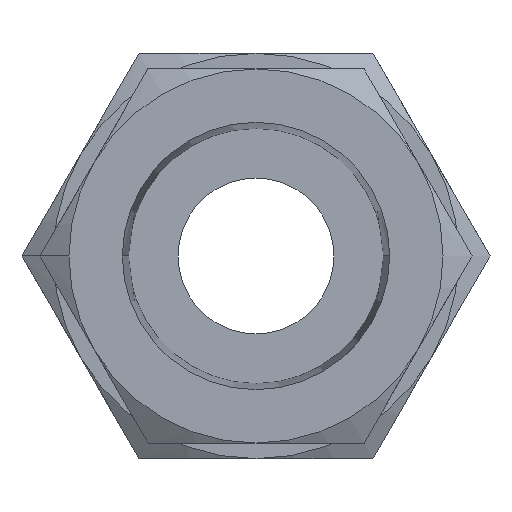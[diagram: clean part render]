
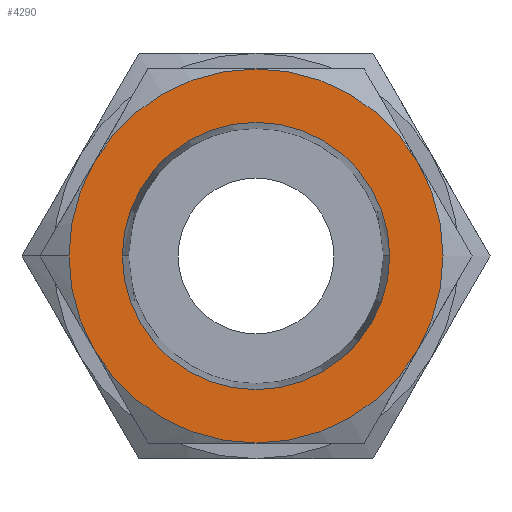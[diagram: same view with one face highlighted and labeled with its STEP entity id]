
A CAD part, front view. The second image highlights one B-rep face of the part: STEP entity #4290.
In plain terms, the highlighted planar face has unit normal (0, -1, 0).
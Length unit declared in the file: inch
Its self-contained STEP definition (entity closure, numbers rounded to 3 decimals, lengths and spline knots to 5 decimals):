
#60 = AXIS2_PLACEMENT_3D ( 'NONE', #2581, #345, #2921 ) ;
#202 = AXIS2_PLACEMENT_3D ( 'NONE', #4447, #4437, #4421 ) ;
#227 = VERTEX_POINT ( 'NONE', #1363 ) ;
#247 = DIRECTION ( 'NONE',  ( 0., -1., 0. ) ) ;
#291 = CIRCLE ( 'NONE', #60, 0.47244 ) ;
#345 = DIRECTION ( 'NONE',  ( 0., -1., 0. ) ) ;
#438 = EDGE_CURVE ( 'NONE', #2576, #923, #847, .T. ) ;
#482 = EDGE_CURVE ( 'NONE', #2434, #1716, #1802, .T. ) ;
#563 = AXIS2_PLACEMENT_3D ( 'NONE', #3762, #1654, #4113 ) ;
#591 = DIRECTION ( 'NONE',  ( 0., -1., 0. ) ) ;
#720 = VERTEX_POINT ( 'NONE', #1852 ) ;
#847 = CIRCLE ( 'NONE', #202, 0.47244 ) ;
#913 = CARTESIAN_POINT ( 'NONE',  ( -0.40915, 0., 0.23622 ) ) ;
#923 = VERTEX_POINT ( 'NONE', #4188 ) ;
#986 = ORIENTED_EDGE ( 'NONE', *, *, #2659, .T. ) ;
#1016 = DIRECTION ( 'NONE',  ( -1., 0., 0. ) ) ;
#1031 = CARTESIAN_POINT ( 'NONE',  ( 0., 0., 0. ) ) ;
#1067 = DIRECTION ( 'NONE',  ( 0., -1., 0. ) ) ;
#1078 = FACE_OUTER_BOUND ( 'NONE', #4135, .T. ) ;
#1086 = EDGE_CURVE ( 'NONE', #1716, #2788, #3935, .T. ) ;
#1197 = FACE_BOUND ( 'NONE', #3856, .T. ) ;
#1207 = DIRECTION ( 'NONE',  ( 0., -1., 0. ) ) ;
#1228 = ORIENTED_EDGE ( 'NONE', *, *, #3993, .T. ) ;
#1254 = CARTESIAN_POINT ( 'NONE',  ( 0.3375, 0., 0. ) ) ;
#1358 = CARTESIAN_POINT ( 'NONE',  ( 0., 0., 0. ) ) ;
#1363 = CARTESIAN_POINT ( 'NONE',  ( 0., 0., -0.47244 ) ) ;
#1391 = CARTESIAN_POINT ( 'NONE',  ( -0.47244, 0., 0. ) ) ;
#1404 = VERTEX_POINT ( 'NONE', #2408 ) ;
#1420 = DIRECTION ( 'NONE',  ( 1., 0., 0. ) ) ;
#1446 = CARTESIAN_POINT ( 'NONE',  ( -0.40915, 0., -0.23622 ) ) ;
#1475 = CARTESIAN_POINT ( 'NONE',  ( 0., 0., 0. ) ) ;
#1548 = EDGE_CURVE ( 'NONE', #227, #2576, #3514, .T. ) ;
#1654 = DIRECTION ( 'NONE',  ( 0., -1., 0. ) ) ;
#1716 = VERTEX_POINT ( 'NONE', #1391 ) ;
#1802 = CIRCLE ( 'NONE', #3634, 0.47244 ) ;
#1817 = ORIENTED_EDGE ( 'NONE', *, *, #3274, .T. ) ;
#1852 = CARTESIAN_POINT ( 'NONE',  ( -0.3375, 0., 0. ) ) ;
#1856 = DIRECTION ( 'NONE',  ( 1., 0., 0. ) ) ;
#1947 = AXIS2_PLACEMENT_3D ( 'NONE', #1475, #3959, #1856 ) ;
#1982 = AXIS2_PLACEMENT_3D ( 'NONE', #2476, #247, #2836 ) ;
#2150 = EDGE_CURVE ( 'NONE', #2788, #227, #291, .T. ) ;
#2311 = AXIS2_PLACEMENT_3D ( 'NONE', #1031, #3574, #1420 ) ;
#2408 = CARTESIAN_POINT ( 'NONE',  ( 0., 0., 0.47244 ) ) ;
#2434 = VERTEX_POINT ( 'NONE', #913 ) ;
#2476 = CARTESIAN_POINT ( 'NONE',  ( 0., 0., 0. ) ) ;
#2477 = CIRCLE ( 'NONE', #1947, 0.3375 ) ;
#2490 = CIRCLE ( 'NONE', #2311, 0.3375 ) ;
#2576 = VERTEX_POINT ( 'NONE', #3494 ) ;
#2581 = CARTESIAN_POINT ( 'NONE',  ( 0., 0., 0. ) ) ;
#2659 = EDGE_CURVE ( 'NONE', #720, #4387, #2490, .T. ) ;
#2714 = ORIENTED_EDGE ( 'NONE', *, *, #1548, .T. ) ;
#2715 = DIRECTION ( 'NONE',  ( -1., 0., 0. ) ) ;
#2728 = DIRECTION ( 'NONE',  ( 0., -1., 0. ) ) ;
#2743 = CARTESIAN_POINT ( 'NONE',  ( 0., 0., 0. ) ) ;
#2767 = ORIENTED_EDGE ( 'NONE', *, *, #4515, .T. ) ;
#2788 = VERTEX_POINT ( 'NONE', #1446 ) ;
#2796 = CARTESIAN_POINT ( 'NONE',  ( 0., 0., 0. ) ) ;
#2836 = DIRECTION ( 'NONE',  ( -1., 0., 0. ) ) ;
#2921 = DIRECTION ( 'NONE',  ( -1., 0., 0. ) ) ;
#2969 = AXIS2_PLACEMENT_3D ( 'NONE', #2796, #591, #3154 ) ;
#2997 = PLANE ( 'NONE',  #3833 ) ;
#3154 = DIRECTION ( 'NONE',  ( -1., 0., 0. ) ) ;
#3274 = EDGE_CURVE ( 'NONE', #4387, #720, #2477, .T. ) ;
#3351 = CARTESIAN_POINT ( 'NONE',  ( -0.40497, 0., 0. ) ) ;
#3357 = ORIENTED_EDGE ( 'NONE', *, *, #438, .T. ) ;
#3365 = AXIS2_PLACEMENT_3D ( 'NONE', #1358, #1067, #1016 ) ;
#3490 = ORIENTED_EDGE ( 'NONE', *, *, #2150, .T. ) ;
#3494 = CARTESIAN_POINT ( 'NONE',  ( 0.40915, 0., -0.23622 ) ) ;
#3514 = CIRCLE ( 'NONE', #563, 0.47244 ) ;
#3574 = DIRECTION ( 'NONE',  ( 0., 1., 0. ) ) ;
#3634 = AXIS2_PLACEMENT_3D ( 'NONE', #2743, #2728, #2715 ) ;
#3702 = DIRECTION ( 'NONE',  ( 0., 0., -1. ) ) ;
#3762 = CARTESIAN_POINT ( 'NONE',  ( 0., 0., 0. ) ) ;
#3833 = AXIS2_PLACEMENT_3D ( 'NONE', #3351, #1207, #3702 ) ;
#3856 = EDGE_LOOP ( 'NONE', ( #1817, #986 ) ) ;
#3877 = ORIENTED_EDGE ( 'NONE', *, *, #482, .T. ) ;
#3935 = CIRCLE ( 'NONE', #3365, 0.47244 ) ;
#3959 = DIRECTION ( 'NONE',  ( 0., 1., 0. ) ) ;
#3993 = EDGE_CURVE ( 'NONE', #1404, #2434, #4356, .T. ) ;
#4113 = DIRECTION ( 'NONE',  ( -1., 0., 0. ) ) ;
#4135 = EDGE_LOOP ( 'NONE', ( #2767, #1228, #3877, #4582, #3490, #2714, #3357 ) ) ;
#4188 = CARTESIAN_POINT ( 'NONE',  ( 0.40915, 0., 0.23622 ) ) ;
#4239 = CIRCLE ( 'NONE', #2969, 0.47244 ) ;
#4290 = ADVANCED_FACE ( 'NONE', ( #1197, #1078 ), #2997, .T. ) ;
#4356 = CIRCLE ( 'NONE', #1982, 0.47244 ) ;
#4387 = VERTEX_POINT ( 'NONE', #1254 ) ;
#4421 = DIRECTION ( 'NONE',  ( -1., 0., 0. ) ) ;
#4437 = DIRECTION ( 'NONE',  ( 0., -1., 0. ) ) ;
#4447 = CARTESIAN_POINT ( 'NONE',  ( 0., 0., 0. ) ) ;
#4515 = EDGE_CURVE ( 'NONE', #923, #1404, #4239, .T. ) ;
#4582 = ORIENTED_EDGE ( 'NONE', *, *, #1086, .T. ) ;
